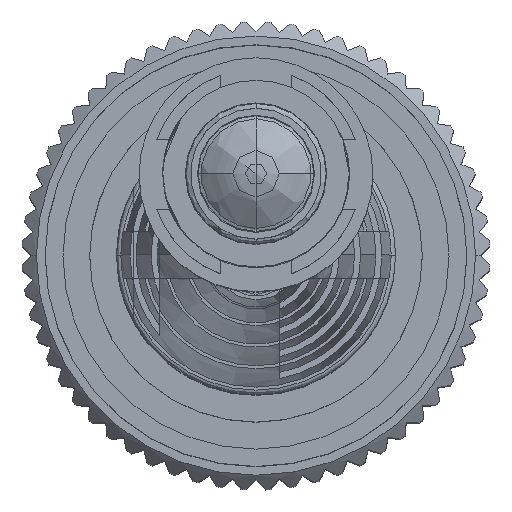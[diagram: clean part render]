
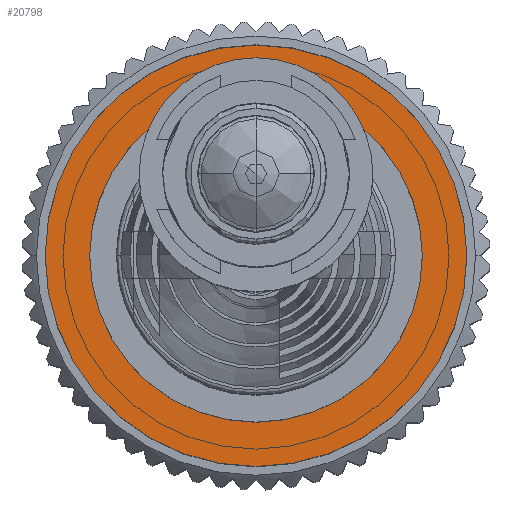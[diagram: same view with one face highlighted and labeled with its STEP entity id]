
A CAD part, top view. The second image highlights one B-rep face of the part: STEP entity #20798.
In plain terms, the highlighted planar face has unit normal (0, 0, 1).
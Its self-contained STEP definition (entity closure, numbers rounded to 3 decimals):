
#75 = DIRECTION ( 'NONE',  ( 0., 0., -1. ) ) ;
#141 = DIRECTION ( 'NONE',  ( 0., 0., -1. ) ) ;
#375 = CIRCLE ( 'NONE', #16962, 2.54 ) ;
#1349 = EDGE_CURVE ( 'NONE', #12596, #9445, #9349, .T. ) ;
#1889 = PLANE ( 'NONE',  #19543 ) ;
#2142 = CIRCLE ( 'NONE', #7471, 4.508 ) ;
#2143 = DIRECTION ( 'NONE',  ( -1., 0., 0. ) ) ;
#2390 = ORIENTED_EDGE ( 'NONE', *, *, #1349, .T. ) ;
#3374 = DIRECTION ( 'NONE',  ( -1., 0., 0. ) ) ;
#3699 = ORIENTED_EDGE ( 'NONE', *, *, #9773, .F. ) ;
#5273 = ORIENTED_EDGE ( 'NONE', *, *, #10378, .T. ) ;
#7348 = CARTESIAN_POINT ( 'NONE',  ( 2.54, 0., -496.05 ) ) ;
#7471 = AXIS2_PLACEMENT_3D ( 'NONE', #12971, #75, #3374 ) ;
#7600 = EDGE_LOOP ( 'NONE', ( #5273, #2390 ) ) ;
#8164 = CARTESIAN_POINT ( 'NONE',  ( 0., 4.508, -496.05 ) ) ;
#8367 = ORIENTED_EDGE ( 'NONE', *, *, #12565, .F. ) ;
#8417 = DIRECTION ( 'NONE',  ( 0., 0., -1. ) ) ;
#8561 = DIRECTION ( 'NONE',  ( -1., 0., 0. ) ) ;
#8989 = CARTESIAN_POINT ( 'NONE',  ( -2.54, 0., -496.05 ) ) ;
#9349 = CIRCLE ( 'NONE', #19856, 2.54 ) ;
#9445 = VERTEX_POINT ( 'NONE', #8989 ) ;
#9773 = EDGE_CURVE ( 'NONE', #12333, #14393, #2142, .T. ) ;
#10378 = EDGE_CURVE ( 'NONE', #9445, #12596, #375, .T. ) ;
#11590 = CIRCLE ( 'NONE', #19971, 4.508 ) ;
#12315 = CARTESIAN_POINT ( 'NONE',  ( 4.508, 0., -496.05 ) ) ;
#12333 = VERTEX_POINT ( 'NONE', #19099 ) ;
#12565 = EDGE_CURVE ( 'NONE', #14393, #12333, #11590, .T. ) ;
#12596 = VERTEX_POINT ( 'NONE', #7348 ) ;
#12971 = CARTESIAN_POINT ( 'NONE',  ( 0., 0., -496.05 ) ) ;
#13005 = FACE_OUTER_BOUND ( 'NONE', #13861, .T. ) ;
#13196 = CARTESIAN_POINT ( 'NONE',  ( 0., 0., -496.05 ) ) ;
#13724 = DIRECTION ( 'NONE',  ( 0., 0., -1. ) ) ;
#13861 = EDGE_LOOP ( 'NONE', ( #3699, #8367 ) ) ;
#14393 = VERTEX_POINT ( 'NONE', #12315 ) ;
#14764 = DIRECTION ( 'NONE',  ( -1., 0., 0. ) ) ;
#15416 = CARTESIAN_POINT ( 'NONE',  ( 0., 0., -496.05 ) ) ;
#16645 = CARTESIAN_POINT ( 'NONE',  ( 0., 0., -496.05 ) ) ;
#16962 = AXIS2_PLACEMENT_3D ( 'NONE', #13196, #8417, #8561 ) ;
#17038 = DIRECTION ( 'NONE',  ( -1., 0., 0. ) ) ;
#17509 = FACE_BOUND ( 'NONE', #7600, .T. ) ;
#19099 = CARTESIAN_POINT ( 'NONE',  ( -4.509, 0., -496.05 ) ) ;
#19543 = AXIS2_PLACEMENT_3D ( 'NONE', #8164, #141, #14764 ) ;
#19690 = DIRECTION ( 'NONE',  ( 0., 0., -1. ) ) ;
#19856 = AXIS2_PLACEMENT_3D ( 'NONE', #16645, #19690, #2143 ) ;
#19971 = AXIS2_PLACEMENT_3D ( 'NONE', #15416, #13724, #17038 ) ;
#20798 = ADVANCED_FACE ( 'NONE', ( #13005, #17509 ), #1889, .F. ) ;
